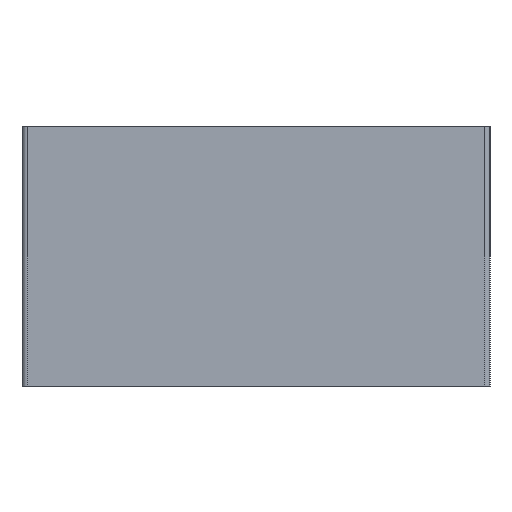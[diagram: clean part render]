
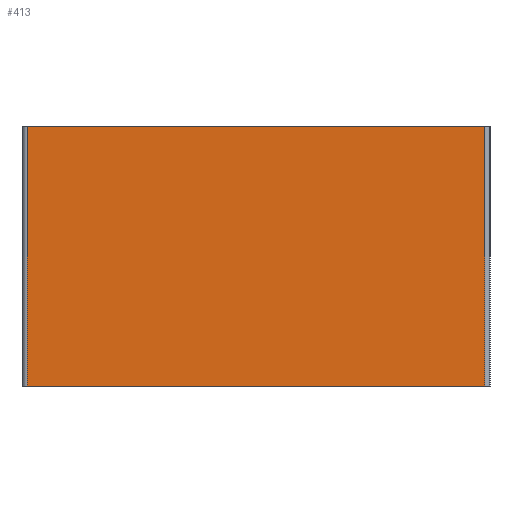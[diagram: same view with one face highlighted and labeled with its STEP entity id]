
A CAD part, left-side view. The second image highlights one B-rep face of the part: STEP entity #413.
In plain terms, the highlighted planar face has unit normal (-1, 0, 0).
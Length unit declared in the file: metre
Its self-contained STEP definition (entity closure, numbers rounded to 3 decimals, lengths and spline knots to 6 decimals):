
#80=ORIENTED_EDGE('',*,*,#199,.T.);
#81=ORIENTED_EDGE('',*,*,#200,.T.);
#82=ORIENTED_EDGE('',*,*,#172,.F.);
#83=ORIENTED_EDGE('',*,*,#201,.T.);
#172=EDGE_CURVE('',#232,#233,#268,.T.);
#199=EDGE_CURVE('',#258,#259,#291,.T.);
#200=EDGE_CURVE('',#259,#233,#292,.T.);
#201=EDGE_CURVE('',#232,#258,#293,.F.);
#232=VERTEX_POINT('',#641);
#233=VERTEX_POINT('',#642);
#258=VERTEX_POINT('',#700);
#259=VERTEX_POINT('',#701);
#268=LINE('',#640,#304);
#291=LINE('',#699,#327);
#292=LINE('',#702,#328);
#293=LINE('',#703,#329);
#304=VECTOR('',#502,1.);
#327=VECTOR('',#545,1.);
#328=VECTOR('',#546,1.);
#329=VECTOR('',#547,1.);
#346=EDGE_LOOP('',(#80,#81,#82,#83));
#374=FACE_BOUND('',#346,.T.);
#402=PLANE('',#457);
#413=ADVANCED_FACE('',(#374),#402,.T.);
#457=AXIS2_PLACEMENT_3D('',#698,#543,#544);
#502=DIRECTION('',(0.,1.,0.));
#543=DIRECTION('',(-1.,0.,0.));
#544=DIRECTION('',(0.,0.,1.));
#545=DIRECTION('',(0.,1.,0.));
#546=DIRECTION('',(0.,0.,-1.));
#547=DIRECTION('',(0.,0.,-1.));
#640=CARTESIAN_POINT('',(-0.185715,0.002759,0.));
#641=CARTESIAN_POINT('',(-0.185715,-0.041241,0.));
#642=CARTESIAN_POINT('',(-0.185715,0.046759,0.));
#698=CARTESIAN_POINT('',(-0.185715,0.002759,0.05));
#699=CARTESIAN_POINT('',(-0.185715,0.002759,0.05));
#700=CARTESIAN_POINT('',(-0.185715,-0.041241,0.05));
#701=CARTESIAN_POINT('',(-0.185715,0.046759,0.05));
#702=CARTESIAN_POINT('',(-0.185715,0.046759,0.05));
#703=CARTESIAN_POINT('',(-0.185715,-0.041241,0.05));
